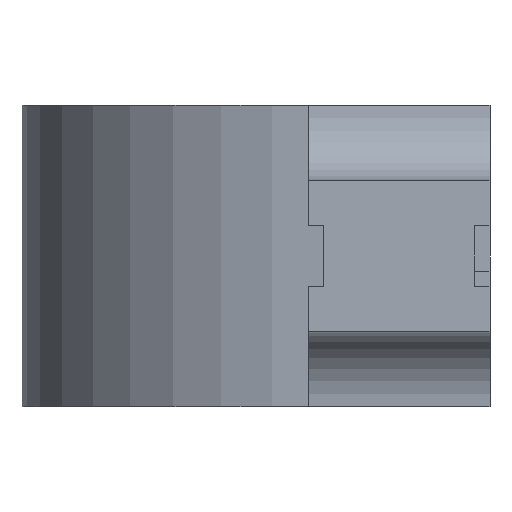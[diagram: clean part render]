
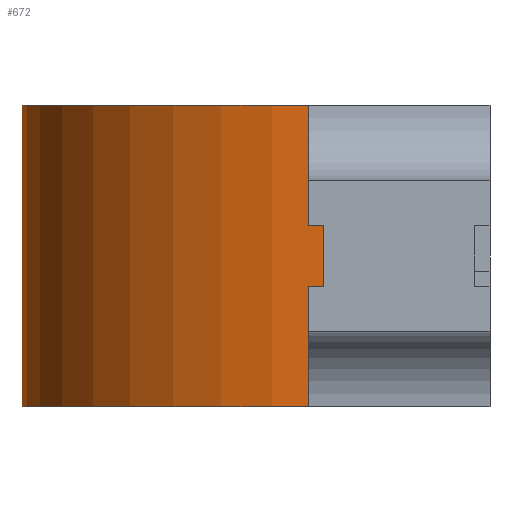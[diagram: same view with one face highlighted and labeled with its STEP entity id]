
A CAD part, left-side view. The second image highlights one B-rep face of the part: STEP entity #672.
In plain terms, the highlighted cylindrical face has radius 1 mm (diameter 2 mm), a partial arc.
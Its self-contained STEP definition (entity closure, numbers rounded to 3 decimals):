
#121 = VERTEX_POINT ( 'NONE', #1203 ) ;
#146 = CARTESIAN_POINT ( 'NONE',  ( 0., 0.25, 1. ) ) ;
#301 = DIRECTION ( 'NONE',  ( 0., 0., -1. ) ) ;
#369 = EDGE_LOOP ( 'NONE', ( #1086, #1532, #2560, #457 ) ) ;
#457 = ORIENTED_EDGE ( 'NONE', *, *, #1251, .T. ) ;
#529 = VERTEX_POINT ( 'NONE', #2334 ) ;
#648 = CARTESIAN_POINT ( 'NONE',  ( 0., 0.25, 0. ) ) ;
#672 = ADVANCED_FACE ( 'NONE', ( #2180 ), #1609, .T. ) ;
#969 = CIRCLE ( 'NONE', #1616, 1. ) ;
#1029 = EDGE_CURVE ( 'NONE', #3019, #121, #969, .T. ) ;
#1064 = LINE ( 'NONE', #1737, #1103 ) ;
#1086 = ORIENTED_EDGE ( 'NONE', *, *, #2174, .T. ) ;
#1103 = VECTOR ( 'NONE', #2535, 1000. ) ;
#1125 = CARTESIAN_POINT ( 'NONE',  ( 1., 0.25, 1. ) ) ;
#1203 = CARTESIAN_POINT ( 'NONE',  ( -1., 0.25, 1. ) ) ;
#1240 = DIRECTION ( 'NONE',  ( -1., 0., 0. ) ) ;
#1251 = EDGE_CURVE ( 'NONE', #3019, #3344, #2442, .T. ) ;
#1289 = DIRECTION ( 'NONE',  ( -1., 0., 0. ) ) ;
#1417 = DIRECTION ( 'NONE',  ( 0., 0., 1. ) ) ;
#1506 = AXIS2_PLACEMENT_3D ( 'NONE', #146, #301, #1289 ) ;
#1532 = ORIENTED_EDGE ( 'NONE', *, *, #2136, .F. ) ;
#1609 = CYLINDRICAL_SURFACE ( 'NONE', #1506, 1. ) ;
#1616 = AXIS2_PLACEMENT_3D ( 'NONE', #3316, #2029, #1240 ) ;
#1681 = VECTOR ( 'NONE', #2138, 1000. ) ;
#1737 = CARTESIAN_POINT ( 'NONE',  ( -1., 0.25, 1. ) ) ;
#1967 = CIRCLE ( 'NONE', #3205, 1. ) ;
#2029 = DIRECTION ( 'NONE',  ( 0., 0., 1. ) ) ;
#2136 = EDGE_CURVE ( 'NONE', #121, #529, #1064, .T. ) ;
#2138 = DIRECTION ( 'NONE',  ( 0., 0., -1. ) ) ;
#2174 = EDGE_CURVE ( 'NONE', #3344, #529, #1967, .T. ) ;
#2180 = FACE_OUTER_BOUND ( 'NONE', #369, .T. ) ;
#2334 = CARTESIAN_POINT ( 'NONE',  ( -1., 0.25, 0. ) ) ;
#2442 = LINE ( 'NONE', #1125, #1681 ) ;
#2535 = DIRECTION ( 'NONE',  ( 0., 0., -1. ) ) ;
#2560 = ORIENTED_EDGE ( 'NONE', *, *, #1029, .F. ) ;
#2698 = DIRECTION ( 'NONE',  ( -1., 0., 0. ) ) ;
#2974 = CARTESIAN_POINT ( 'NONE',  ( 1., 0.25, 1. ) ) ;
#3019 = VERTEX_POINT ( 'NONE', #2974 ) ;
#3205 = AXIS2_PLACEMENT_3D ( 'NONE', #648, #1417, #2698 ) ;
#3316 = CARTESIAN_POINT ( 'NONE',  ( 0., 0.25, 1. ) ) ;
#3320 = CARTESIAN_POINT ( 'NONE',  ( 1., 0.25, 0. ) ) ;
#3344 = VERTEX_POINT ( 'NONE', #3320 ) ;
